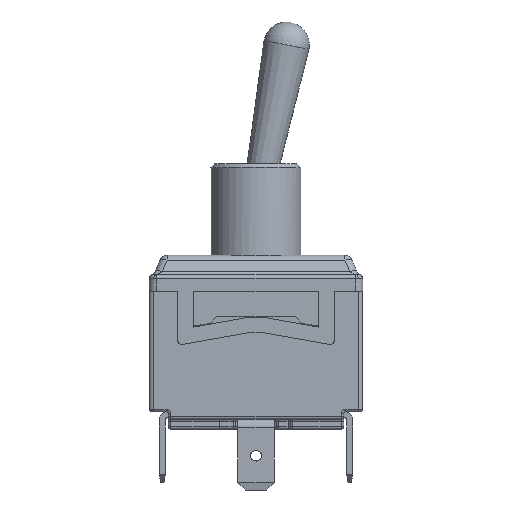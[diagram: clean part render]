
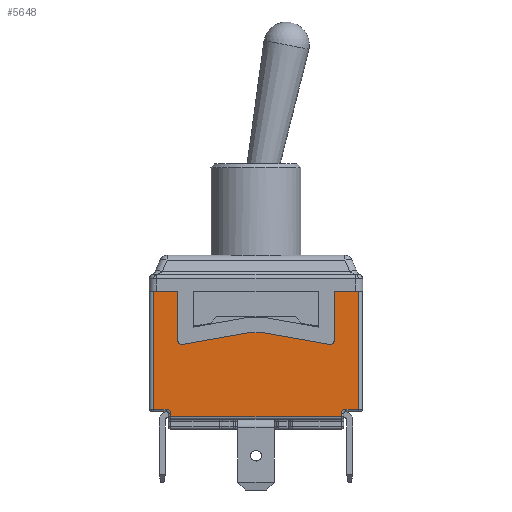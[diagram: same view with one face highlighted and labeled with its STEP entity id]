
A CAD part, front view. The second image highlights one B-rep face of the part: STEP entity #5648.
In plain terms, the highlighted planar face has unit normal (0, -1, 0).
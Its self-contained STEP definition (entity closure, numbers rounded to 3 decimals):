
#224=LINE('',#8768,#680);
#235=LINE('',#8856,#691);
#241=LINE('',#8908,#697);
#257=LINE('',#8937,#713);
#285=LINE('',#8985,#741);
#340=LINE('',#9112,#796);
#387=LINE('',#9774,#843);
#447=LINE('',#10079,#903);
#448=LINE('',#10081,#904);
#449=LINE('',#10085,#905);
#450=LINE('',#10088,#906);
#451=LINE('',#10090,#907);
#452=LINE('',#10093,#908);
#453=LINE('',#10094,#909);
#680=VECTOR('',#6964,10.);
#691=VECTOR('',#7059,10.);
#697=VECTOR('',#7097,10.);
#713=VECTOR('',#7133,10.);
#741=VECTOR('',#7193,10.);
#796=VECTOR('',#7326,10.);
#843=VECTOR('',#7553,10.);
#903=VECTOR('',#7715,10.);
#904=VECTOR('',#7716,10.);
#905=VECTOR('',#7719,10.);
#906=VECTOR('',#7722,10.);
#907=VECTOR('',#7723,10.);
#908=VECTOR('',#7726,10.);
#909=VECTOR('',#7727,10.);
#1440=FACE_OUTER_BOUND('',#1796,.T.);
#1796=EDGE_LOOP('',(#4661,#4662,#4663,#4664,#4665,#4666,#4667,#4668,#4669,
#4670,#4671,#4672,#4673,#4674,#4675,#4676,#4677,#4678,#4679,#4680));
#2038=CIRCLE('',#5963,0.6);
#2103=CIRCLE('',#6055,0.6);
#2194=CIRCLE('',#6278,0.5);
#2195=CIRCLE('',#6280,0.5);
#2196=CIRCLE('',#6281,0.5);
#2197=CIRCLE('',#6282,0.5);
#2385=VERTEX_POINT('',#8668);
#2386=VERTEX_POINT('',#8670);
#2423=VERTEX_POINT('',#8763);
#2443=VERTEX_POINT('',#8833);
#2451=VERTEX_POINT('',#8850);
#2452=VERTEX_POINT('',#8852);
#2464=VERTEX_POINT('',#8903);
#2471=VERTEX_POINT('',#8983);
#2486=VERTEX_POINT('',#9110);
#2563=VERTEX_POINT('',#9771);
#2564=VERTEX_POINT('',#9773);
#2619=VERTEX_POINT('',#10072);
#2620=VERTEX_POINT('',#10073);
#2621=VERTEX_POINT('',#10078);
#2622=VERTEX_POINT('',#10080);
#2623=VERTEX_POINT('',#10082);
#2624=VERTEX_POINT('',#10084);
#2625=VERTEX_POINT('',#10086);
#2626=VERTEX_POINT('',#10089);
#2627=VERTEX_POINT('',#10091);
#2927=EDGE_CURVE('',#2385,#2386,#2038,.T.);
#2973=EDGE_CURVE('',#2386,#2423,#224,.T.);
#3011=EDGE_CURVE('',#2451,#2452,#2103,.T.);
#3013=EDGE_CURVE('',#2443,#2451,#235,.T.);
#3031=EDGE_CURVE('',#2452,#2464,#241,.T.);
#3049=EDGE_CURVE('',#2423,#2443,#257,.T.);
#3079=EDGE_CURVE('',#2471,#2385,#285,.T.);
#3146=EDGE_CURVE('',#2486,#2471,#340,.T.);
#3266=EDGE_CURVE('',#2564,#2563,#387,.T.);
#3353=EDGE_CURVE('',#2619,#2620,#2194,.T.);
#3356=EDGE_CURVE('',#2486,#2621,#447,.T.);
#3357=EDGE_CURVE('',#2621,#2622,#448,.T.);
#3358=EDGE_CURVE('',#2623,#2622,#2195,.F.);
#3359=EDGE_CURVE('',#2623,#2624,#449,.T.);
#3360=EDGE_CURVE('',#2624,#2625,#2196,.T.);
#3361=EDGE_CURVE('',#2625,#2619,#450,.T.);
#3362=EDGE_CURVE('',#2620,#2626,#451,.T.);
#3363=EDGE_CURVE('',#2627,#2626,#2197,.F.);
#3364=EDGE_CURVE('',#2627,#2564,#452,.T.);
#3365=EDGE_CURVE('',#2464,#2563,#453,.T.);
#4661=ORIENTED_EDGE('',*,*,#3079,.F.);
#4662=ORIENTED_EDGE('',*,*,#3146,.F.);
#4663=ORIENTED_EDGE('',*,*,#3356,.T.);
#4664=ORIENTED_EDGE('',*,*,#3357,.T.);
#4665=ORIENTED_EDGE('',*,*,#3358,.F.);
#4666=ORIENTED_EDGE('',*,*,#3359,.T.);
#4667=ORIENTED_EDGE('',*,*,#3360,.T.);
#4668=ORIENTED_EDGE('',*,*,#3361,.T.);
#4669=ORIENTED_EDGE('',*,*,#3353,.T.);
#4670=ORIENTED_EDGE('',*,*,#3362,.T.);
#4671=ORIENTED_EDGE('',*,*,#3363,.F.);
#4672=ORIENTED_EDGE('',*,*,#3364,.T.);
#4673=ORIENTED_EDGE('',*,*,#3266,.T.);
#4674=ORIENTED_EDGE('',*,*,#3365,.F.);
#4675=ORIENTED_EDGE('',*,*,#3031,.F.);
#4676=ORIENTED_EDGE('',*,*,#3011,.F.);
#4677=ORIENTED_EDGE('',*,*,#3013,.F.);
#4678=ORIENTED_EDGE('',*,*,#3049,.F.);
#4679=ORIENTED_EDGE('',*,*,#2973,.F.);
#4680=ORIENTED_EDGE('',*,*,#2927,.F.);
#5330=PLANE('',#6279);
#5648=ADVANCED_FACE('',(#1440),#5330,.T.);
#5963=AXIS2_PLACEMENT_3D('',#8671,#6851,#6852);
#6055=AXIS2_PLACEMENT_3D('',#8853,#7053,#7054);
#6278=AXIS2_PLACEMENT_3D('',#10074,#7709,#7710);
#6279=AXIS2_PLACEMENT_3D('',#10077,#7713,#7714);
#6280=AXIS2_PLACEMENT_3D('',#10083,#7717,#7718);
#6281=AXIS2_PLACEMENT_3D('',#10087,#7720,#7721);
#6282=AXIS2_PLACEMENT_3D('',#10092,#7724,#7725);
#6851=DIRECTION('center_axis',(0.,-1.,0.));
#6852=DIRECTION('ref_axis',(-0.707,0.,0.707));
#6964=DIRECTION('',(0.,0.,-1.));
#7053=DIRECTION('center_axis',(0.,-1.,0.));
#7054=DIRECTION('ref_axis',(0.707,0.,0.707));
#7059=DIRECTION('',(0.,0.,1.));
#7097=DIRECTION('',(-1.,0.,0.));
#7133=DIRECTION('',(-1.,0.,0.));
#7193=DIRECTION('',(-1.,0.,0.));
#7326=DIRECTION('',(0.,0.,-1.));
#7553=DIRECTION('',(-1.,0.,0.));
#7709=DIRECTION('center_axis',(0.,-1.,0.));
#7710=DIRECTION('ref_axis',(-0.087,0.,0.996));
#7713=DIRECTION('center_axis',(0.,-1.,0.));
#7714=DIRECTION('ref_axis',(0.,0.,-1.));
#7715=DIRECTION('',(-1.,0.,0.));
#7716=DIRECTION('',(0.,0.,-1.));
#7717=DIRECTION('center_axis',(0.,1.,0.));
#7718=DIRECTION('ref_axis',(0.643,0.,-0.766));
#7719=DIRECTION('',(-0.985,0.,0.174));
#7720=DIRECTION('center_axis',(0.,-1.,0.));
#7721=DIRECTION('ref_axis',(0.087,0.,0.996));
#7722=DIRECTION('',(-1.,0.,0.));
#7723=DIRECTION('',(-0.985,0.,-0.174));
#7724=DIRECTION('center_axis',(0.,1.,0.));
#7725=DIRECTION('ref_axis',(-0.643,0.,-0.766));
#7726=DIRECTION('',(0.,0.,1.));
#7727=DIRECTION('',(0.,0.,1.));
#8668=CARTESIAN_POINT('',(11.8,-6.55,-15.5));
#8670=CARTESIAN_POINT('',(11.2,-6.55,-16.1));
#8671=CARTESIAN_POINT('Origin',(11.8,-6.55,-16.1));
#8763=CARTESIAN_POINT('',(11.2,-6.55,-16.5));
#8768=CARTESIAN_POINT('',(11.2,-6.55,-7.9));
#8833=CARTESIAN_POINT('',(-11.2,-6.55,-16.5));
#8850=CARTESIAN_POINT('',(-11.2,-6.55,-16.1));
#8852=CARTESIAN_POINT('',(-11.8,-6.55,-15.5));
#8853=CARTESIAN_POINT('Origin',(-11.8,-6.55,-16.1));
#8856=CARTESIAN_POINT('',(-11.2,-6.55,-7.9));
#8903=CARTESIAN_POINT('',(-13.475,-6.55,-15.5));
#8908=CARTESIAN_POINT('',(-6.988,-6.55,-15.5));
#8937=CARTESIAN_POINT('',(-6.988,-6.55,-16.5));
#8983=CARTESIAN_POINT('',(13.475,-6.55,-15.5));
#8985=CARTESIAN_POINT('',(-6.988,-6.55,-15.5));
#9110=CARTESIAN_POINT('',(13.475,-6.55,0.));
#9112=CARTESIAN_POINT('',(13.475,-6.55,0.));
#9771=CARTESIAN_POINT('',(-13.475,-6.55,0.));
#9773=CARTESIAN_POINT('',(-10.25,-6.55,0.));
#9774=CARTESIAN_POINT('',(13.975,-6.55,0.));
#10072=CARTESIAN_POINT('',(-0.833,-6.55,-5.45));
#10073=CARTESIAN_POINT('',(-0.92,-6.55,-5.458));
#10074=CARTESIAN_POINT('Origin',(-0.833,-6.55,-5.95));
#10077=CARTESIAN_POINT('Origin',(-13.975,-6.55,0.));
#10078=CARTESIAN_POINT('',(10.25,-6.55,0.));
#10079=CARTESIAN_POINT('',(13.975,-6.55,0.));
#10080=CARTESIAN_POINT('',(10.25,-6.55,-6.507));
#10081=CARTESIAN_POINT('',(10.25,-6.55,-3.551));
#10082=CARTESIAN_POINT('',(9.663,-6.55,-6.999));
#10083=CARTESIAN_POINT('Origin',(9.75,-6.55,-6.507));
#10084=CARTESIAN_POINT('',(0.92,-6.55,-5.458));
#10085=CARTESIAN_POINT('',(-6.791,-6.55,-4.098));
#10086=CARTESIAN_POINT('',(0.833,-6.55,-5.45));
#10087=CARTESIAN_POINT('Origin',(0.833,-6.55,-5.95));
#10088=CARTESIAN_POINT('',(-7.426,-6.55,-5.45));
#10089=CARTESIAN_POINT('',(-9.663,-6.55,-6.999));
#10090=CARTESIAN_POINT('',(-11.449,-6.55,-7.314));
#10091=CARTESIAN_POINT('',(-10.25,-6.55,-6.507));
#10092=CARTESIAN_POINT('Origin',(-9.75,-6.55,-6.507));
#10093=CARTESIAN_POINT('',(-10.25,-6.55,0.));
#10094=CARTESIAN_POINT('',(-13.475,-6.55,0.));
